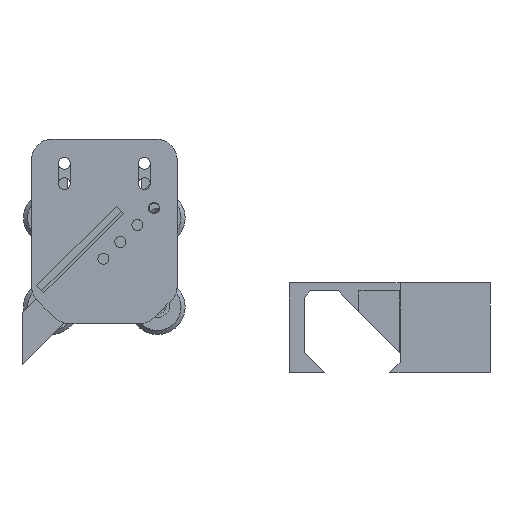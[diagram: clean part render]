
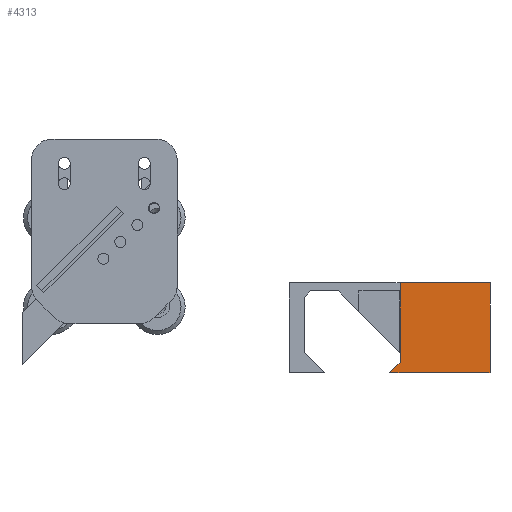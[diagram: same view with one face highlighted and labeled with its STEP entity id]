
A CAD part, front view. The second image highlights one B-rep face of the part: STEP entity #4313.
In plain terms, the highlighted face is planar.
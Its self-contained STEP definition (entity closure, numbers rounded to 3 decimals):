
#363=FACE_OUTER_BOUND('',#607,.T.);
#607=EDGE_LOOP('',(#3003,#3004,#3005,#3006,#3007,#3008));
#899=LINE('',#6212,#1376);
#906=LINE('',#6226,#1383);
#977=LINE('',#6377,#1454);
#979=LINE('',#6381,#1456);
#980=LINE('',#6382,#1457);
#981=LINE('',#6383,#1458);
#1376=VECTOR('',#4953,10.);
#1383=VECTOR('',#4964,10.);
#1454=VECTOR('',#5081,10.);
#1456=VECTOR('',#5085,10.);
#1457=VECTOR('',#5086,10.);
#1458=VECTOR('',#5087,10.);
#1853=VERTEX_POINT('',#6209);
#1854=VERTEX_POINT('',#6211);
#1859=VERTEX_POINT('',#6225);
#1915=VERTEX_POINT('',#6374);
#1916=VERTEX_POINT('',#6376);
#1917=VERTEX_POINT('',#6380);
#2262=EDGE_CURVE('',#1853,#1854,#899,.T.);
#2269=EDGE_CURVE('',#1859,#1854,#906,.T.);
#2344=EDGE_CURVE('',#1915,#1916,#977,.T.);
#2346=EDGE_CURVE('',#1853,#1917,#979,.T.);
#2347=EDGE_CURVE('',#1917,#1916,#980,.T.);
#2348=EDGE_CURVE('',#1915,#1859,#981,.T.);
#3003=ORIENTED_EDGE('',*,*,#2262,.F.);
#3004=ORIENTED_EDGE('',*,*,#2346,.T.);
#3005=ORIENTED_EDGE('',*,*,#2347,.T.);
#3006=ORIENTED_EDGE('',*,*,#2344,.F.);
#3007=ORIENTED_EDGE('',*,*,#2348,.T.);
#3008=ORIENTED_EDGE('',*,*,#2269,.T.);
#4151=PLANE('',#4581);
#4313=ADVANCED_FACE('',(#363),#4151,.T.);
#4581=AXIS2_PLACEMENT_3D('',#6379,#5083,#5084);
#4953=DIRECTION('',(-0.707,0.,0.707));
#4964=DIRECTION('',(0.,0.,-1.));
#5081=DIRECTION('',(0.,0.,-1.));
#5083=DIRECTION('center_axis',(0.,1.,0.));
#5084=DIRECTION('ref_axis',(1.,0.,0.));
#5085=DIRECTION('',(-1.,0.,0.));
#5086=DIRECTION('',(-1.,0.,0.));
#5087=DIRECTION('',(1.,0.,0.));
#6209=CARTESIAN_POINT('',(47.85,27.5,-43.));
#6211=CARTESIAN_POINT('',(42.85,27.5,-38.));
#6212=CARTESIAN_POINT('',(14.575,27.5,-9.725));
#6225=CARTESIAN_POINT('',(42.85,27.5,1.));
#6226=CARTESIAN_POINT('',(42.85,27.5,-9.9));
#6374=CARTESIAN_POINT('',(-1.15,27.5,1.));
#6376=CARTESIAN_POINT('',(-1.15,27.5,-43.));
#6377=CARTESIAN_POINT('',(-1.15,27.5,14.35));
#6379=CARTESIAN_POINT('Origin',(-12.15,27.5,25.1));
#6380=CARTESIAN_POINT('',(42.85,27.5,-43.));
#6381=CARTESIAN_POINT('',(45.35,27.5,-43.));
#6382=CARTESIAN_POINT('',(27.08,27.5,-43.));
#6383=CARTESIAN_POINT('',(4.35,27.5,1.));
